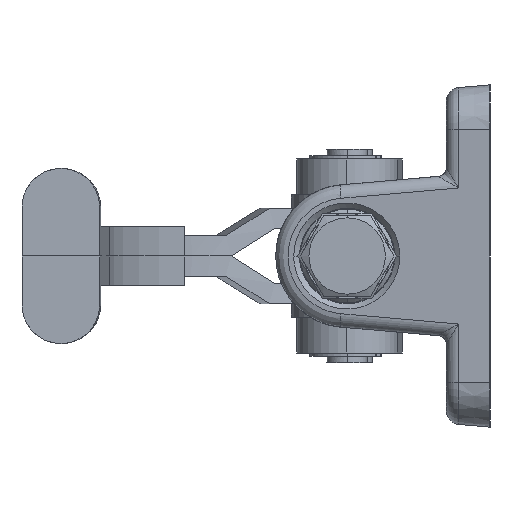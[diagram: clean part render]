
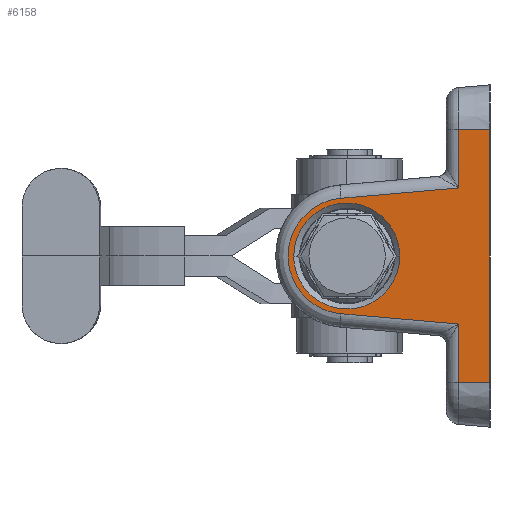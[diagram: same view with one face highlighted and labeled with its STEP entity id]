
A CAD part, left-side view. The second image highlights one B-rep face of the part: STEP entity #6158.
In plain terms, the highlighted planar face has unit normal (-0.996, 0.087, 0).
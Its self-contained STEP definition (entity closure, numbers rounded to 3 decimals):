
#63 = CARTESIAN_POINT ( 'NONE',  ( -108.35, 0., -28.1 ) ) ;
#81 = CARTESIAN_POINT ( 'NONE',  ( -106.591, 20.104, -1.544 ) ) ;
#84 = EDGE_CURVE ( 'NONE', #11253, #14345, #15689, .T. ) ;
#131 = CARTESIAN_POINT ( 'NONE',  ( -104.925, 39.142, -9.43 ) ) ;
#180 = EDGE_CURVE ( 'NONE', #4792, #11253, #5242, .T. ) ;
#190 = VECTOR ( 'NONE', #11733, 1000. ) ;
#204 = DIRECTION ( 'NONE',  ( -0.087, -0.996, 0. ) ) ;
#226 = B_SPLINE_CURVE_WITH_KNOTS ( 'NONE', 3,
 ( #13038, #4523, #5752, #14258, #6970, #15483, #8206, #853, #9395, #2093, #10639, #3322, #11868, #4583, #13095, #5797, #14315, #7029 ),
 .UNSPECIFIED., .F., .F.,
 ( 4, 2, 2, 2, 2, 2, 2, 2, 4 ),
 ( 0.037, 0.042, 0.046, 0.051, 0.056, 0.06, 0.065, 0.069, 0.074 ),
 .UNSPECIFIED. ) ;
#337 = CARTESIAN_POINT ( 'NONE',  ( -105.469, 32.928, 12.873 ) ) ;
#449 = CARTESIAN_POINT ( 'NONE',  ( -108.35, 0., -28.1 ) ) ;
#583 = DIRECTION ( 'NONE',  ( -0.996, 0.087, 0. ) ) ;
#853 = CARTESIAN_POINT ( 'NONE',  ( -105.289, 34.982, 11.485 ) ) ;
#879 = ORIENTED_EDGE ( 'NONE', *, *, #6612, .T. ) ;
#1161 = VERTEX_POINT ( 'NONE', #11964 ) ;
#1296 = DIRECTION ( 'NONE',  ( -0.087, -0.996, 0. ) ) ;
#1321 = CARTESIAN_POINT ( 'NONE',  ( -106.591, 20.104, 0. ) ) ;
#1356 = VECTOR ( 'NONE', #2521, 1000. ) ;
#1368 = CARTESIAN_POINT ( 'NONE',  ( -104.658, 42.199, -5.939 ) ) ;
#1413 = EDGE_CURVE ( 'NONE', #10829, #12335, #6737, .T. ) ;
#1525 = ORIENTED_EDGE ( 'NONE', *, *, #2386, .T. ) ;
#1758 = CARTESIAN_POINT ( 'NONE',  ( -103.539, 54.989, 10.943 ) ) ;
#2093 = CARTESIAN_POINT ( 'NONE',  ( -105.695, 30.352, 11.792 ) ) ;
#2119 = ORIENTED_EDGE ( 'NONE', *, *, #84, .T. ) ;
#2234 = VERTEX_POINT ( 'NONE', #15131 ) ;
#2386 = EDGE_CURVE ( 'NONE', #1161, #4792, #15829, .T. ) ;
#2434 = CARTESIAN_POINT ( 'NONE',  ( -106.591, 20.104, 0. ) ) ;
#2521 = DIRECTION ( 'NONE',  ( 0., 0., -1. ) ) ;
#2546 = CARTESIAN_POINT ( 'NONE',  ( -106.461, 21.592, -5.939 ) ) ;
#2599 = CARTESIAN_POINT ( 'NONE',  ( -104.528, 43.688, -1.544 ) ) ;
#2741 = EDGE_CURVE ( 'NONE', #8356, #15588, #6188, .T. ) ;
#2764 = CARTESIAN_POINT ( 'NONE',  ( -107.741, 6.961, -28.1 ) ) ;
#2780 = ORIENTED_EDGE ( 'NONE', *, *, #11218, .T. ) ;
#2883 = ORIENTED_EDGE ( 'NONE', *, *, #2741, .T. ) ;
#3322 = CARTESIAN_POINT ( 'NONE',  ( -106.079, 25.957, 10.303 ) ) ;
#3717 = CARTESIAN_POINT ( 'NONE',  ( -107.741, 6.961, -15.145 ) ) ;
#3802 = CARTESIAN_POINT ( 'NONE',  ( -106.193, 24.649, -9.43 ) ) ;
#3923 = CARTESIAN_POINT ( 'NONE',  ( -108.35, 0., 28.1 ) ) ;
#4009 = CARTESIAN_POINT ( 'NONE',  ( -108.35, 0., 28.1 ) ) ;
#4523 = CARTESIAN_POINT ( 'NONE',  ( -104.528, 43.688, 1.544 ) ) ;
#4583 = CARTESIAN_POINT ( 'NONE',  ( -106.384, 22.466, 7.246 ) ) ;
#4792 = VERTEX_POINT ( 'NONE', #6120 ) ;
#4857 = VECTOR ( 'NONE', #11335, 1000. ) ;
#5041 = CARTESIAN_POINT ( 'NONE',  ( -105.829, 28.81, -11.485 ) ) ;
#5170 = EDGE_LOOP ( 'NONE', ( #15263, #2119, #2780, #11358, #5895, #14565, #879, #1525 ) ) ;
#5242 = LINE ( 'NONE', #6501, #4857 ) ;
#5444 = CARTESIAN_POINT ( 'NONE',  ( -107.741, 6.961, 28.1 ) ) ;
#5752 = CARTESIAN_POINT ( 'NONE',  ( -104.555, 43.381, 3.086 ) ) ;
#5797 = CARTESIAN_POINT ( 'NONE',  ( -106.564, 20.411, 3.086 ) ) ;
#5895 = ORIENTED_EDGE ( 'NONE', *, *, #13102, .F. ) ;
#6120 = CARTESIAN_POINT ( 'NONE',  ( -105.447, 33.186, -12.851 ) ) ;
#6158 = ADVANCED_FACE ( 'NONE', ( #13065, #9790 ), #13974, .T. ) ;
#6188 = B_SPLINE_CURVE_WITH_KNOTS ( 'NONE', 3,
 ( #1321, #81, #7438, #2546, #11103, #3802, #12323, #5041, #13540, #6256, #14754, #7491, #131, #8690, #1368, #9905, #2599, #11157 ),
 .UNSPECIFIED., .F., .F.,
 ( 4, 2, 2, 2, 2, 2, 2, 2, 4 ),
 ( 0., 0.005, 0.009, 0.014, 0.019, 0.023, 0.028, 0.032, 0.037 ),
 .UNSPECIFIED. ) ;
#6256 = CARTESIAN_POINT ( 'NONE',  ( -105.424, 33.44, -11.792 ) ) ;
#6501 = CARTESIAN_POINT ( 'NONE',  ( -107.524, 9.442, -14.928 ) ) ;
#6612 = EDGE_CURVE ( 'NONE', #2234, #1161, #7334, .T. ) ;
#6700 = CARTESIAN_POINT ( 'NONE',  ( -108.35, 0., -28.1 ) ) ;
#6714 = CARTESIAN_POINT ( 'NONE',  ( -105.447, 33.186, -12.851 ) ) ;
#6737 = LINE ( 'NONE', #449, #190 ) ;
#6970 = CARTESIAN_POINT ( 'NONE',  ( -104.734, 41.325, 7.246 ) ) ;
#7029 = CARTESIAN_POINT ( 'NONE',  ( -106.591, 20.104, 0. ) ) ;
#7334 = LINE ( 'NONE', #337, #13423 ) ;
#7438 = CARTESIAN_POINT ( 'NONE',  ( -106.564, 20.411, -3.086 ) ) ;
#7491 = CARTESIAN_POINT ( 'NONE',  ( -105.04, 37.835, -10.303 ) ) ;
#7679 = EDGE_LOOP ( 'NONE', ( #8962, #2883 ) ) ;
#8059 = VECTOR ( 'NONE', #1296, 1000. ) ;
#8206 = CARTESIAN_POINT ( 'NONE',  ( -105.04, 37.835, 10.303 ) ) ;
#8356 = VERTEX_POINT ( 'NONE', #2434 ) ;
#8413 = LINE ( 'NONE', #63, #8059 ) ;
#8525 = VECTOR ( 'NONE', #204, 1000. ) ;
#8690 = CARTESIAN_POINT ( 'NONE',  ( -104.734, 41.325, -7.246 ) ) ;
#8891 = DIRECTION ( 'NONE',  ( 0.087, 0.992, -0.087 ) ) ;
#8895 = LINE ( 'NONE', #3923, #8525 ) ;
#8962 = ORIENTED_EDGE ( 'NONE', *, *, #14917, .T. ) ;
#9117 = DIRECTION ( 'NONE',  ( -0.087, -0.996, 0. ) ) ;
#9154 = CARTESIAN_POINT ( 'NONE',  ( -107.741, 6.961, -28.1 ) ) ;
#9395 = CARTESIAN_POINT ( 'NONE',  ( -105.424, 33.44, 11.792 ) ) ;
#9790 = FACE_OUTER_BOUND ( 'NONE', #5170, .T. ) ;
#9819 = CARTESIAN_POINT ( 'NONE',  ( -107.741, 6.961, -28.1 ) ) ;
#9905 = CARTESIAN_POINT ( 'NONE',  ( -104.555, 43.381, -3.086 ) ) ;
#9935 = EDGE_CURVE ( 'NONE', #14302, #2234, #12066, .T. ) ;
#10639 = CARTESIAN_POINT ( 'NONE',  ( -105.829, 28.81, 11.485 ) ) ;
#10700 = AXIS2_PLACEMENT_3D ( 'NONE', #6700, #583, #9117 ) ;
#10829 = VERTEX_POINT ( 'NONE', #13969 ) ;
#11103 = CARTESIAN_POINT ( 'NONE',  ( -106.384, 22.466, -7.246 ) ) ;
#11157 = CARTESIAN_POINT ( 'NONE',  ( -104.528, 43.688, 0. ) ) ;
#11218 = EDGE_CURVE ( 'NONE', #14345, #10829, #8413, .T. ) ;
#11253 = VERTEX_POINT ( 'NONE', #3717 ) ;
#11335 = DIRECTION ( 'NONE',  ( -0.087, -0.992, -0.087 ) ) ;
#11358 = ORIENTED_EDGE ( 'NONE', *, *, #1413, .T. ) ;
#11549 = CARTESIAN_POINT ( 'NONE',  ( -105.447, 33.186, 12.851 ) ) ;
#11733 = DIRECTION ( 'NONE',  ( 0., 0., 1. ) ) ;
#11868 = CARTESIAN_POINT ( 'NONE',  ( -106.193, 24.649, 9.43 ) ) ;
#11964 = CARTESIAN_POINT ( 'NONE',  ( -105.447, 33.186, 12.851 ) ) ;
#12066 = LINE ( 'NONE', #9819, #1356 ) ;
#12093 = VECTOR ( 'NONE', #14926, 1000. ) ;
#12213 = CARTESIAN_POINT ( 'NONE',  ( -104.528, 43.688, 0. ) ) ;
#12323 = CARTESIAN_POINT ( 'NONE',  ( -106.079, 25.957, -10.303 ) ) ;
#12335 = VERTEX_POINT ( 'NONE', #4009 ) ;
#13038 = CARTESIAN_POINT ( 'NONE',  ( -104.528, 43.688, 0. ) ) ;
#13065 = FACE_BOUND ( 'NONE', #7679, .T. ) ;
#13095 = CARTESIAN_POINT ( 'NONE',  ( -106.461, 21.592, 5.939 ) ) ;
#13102 = EDGE_CURVE ( 'NONE', #14302, #12335, #8895, .T. ) ;
#13423 = VECTOR ( 'NONE', #8891, 1000. ) ;
#13540 = CARTESIAN_POINT ( 'NONE',  ( -105.695, 30.352, -11.792 ) ) ;
#13969 = CARTESIAN_POINT ( 'NONE',  ( -108.35, 0., -28.1 ) ) ;
#13974 = PLANE ( 'NONE',  #10700 ) ;
#13985 = CARTESIAN_POINT ( 'NONE',  ( -103.539, 54.989, -10.943 ) ) ;
#14258 = CARTESIAN_POINT ( 'NONE',  ( -104.658, 42.199, 5.939 ) ) ;
#14302 = VERTEX_POINT ( 'NONE', #5444 ) ;
#14315 = CARTESIAN_POINT ( 'NONE',  ( -106.591, 20.104, 1.544 ) ) ;
#14345 = VERTEX_POINT ( 'NONE', #9154 ) ;
#14565 = ORIENTED_EDGE ( 'NONE', *, *, #9935, .T. ) ;
#14754 = CARTESIAN_POINT ( 'NONE',  ( -105.289, 34.982, -11.485 ) ) ;
#14917 = EDGE_CURVE ( 'NONE', #15588, #8356, #226, .T. ) ;
#14926 = DIRECTION ( 'NONE',  ( 0., 0., -1. ) ) ;
#15131 = CARTESIAN_POINT ( 'NONE',  ( -107.741, 6.961, 15.145 ) ) ;
#15263 = ORIENTED_EDGE ( 'NONE', *, *, #180, .T. ) ;
#15483 = CARTESIAN_POINT ( 'NONE',  ( -104.925, 39.142, 9.43 ) ) ;
#15588 = VERTEX_POINT ( 'NONE', #12213 ) ;
#15689 = LINE ( 'NONE', #2764, #12093 ) ;
#15829 =( BOUNDED_CURVE ( )  B_SPLINE_CURVE ( 3, ( #11549, #1758, #13985, #6714 ),
 .UNSPECIFIED., .F., .T. ) 
 B_SPLINE_CURVE_WITH_KNOTS ( ( 4, 4 ),
 ( 1.658, 4.625 ),
 .UNSPECIFIED. ) 
 CURVE ( )  GEOMETRIC_REPRESENTATION_ITEM ( )  RATIONAL_B_SPLINE_CURVE ( ( 1., 0.391, 0.391, 1. ) ) 
 REPRESENTATION_ITEM ( '' )  );
